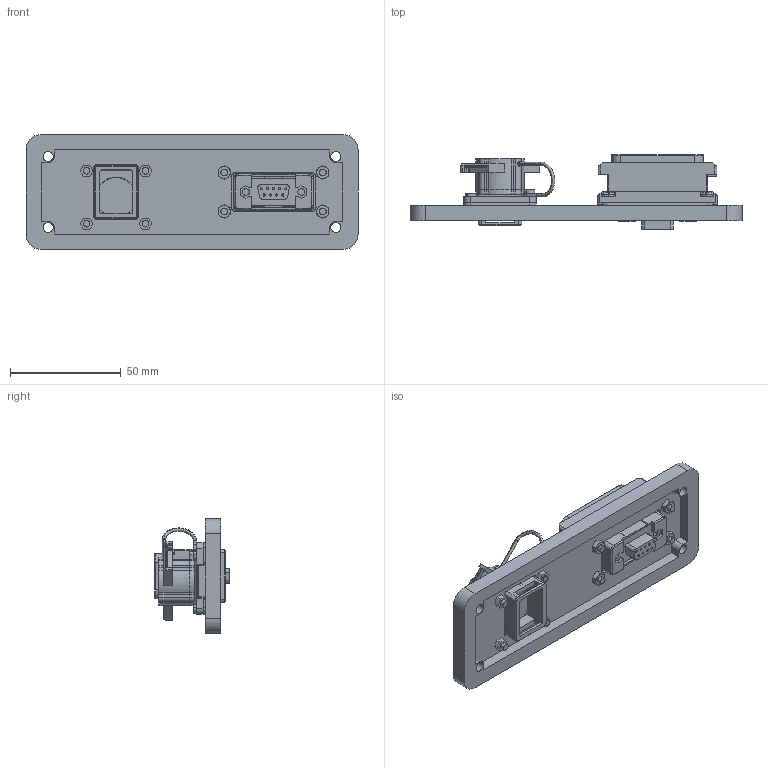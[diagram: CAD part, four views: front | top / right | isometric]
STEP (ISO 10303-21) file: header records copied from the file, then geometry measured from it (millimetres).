
FILE_DESCRIPTION(('Creo Elements/Direct Modeling STEP Export'),'2;1');
FILE_NAME('model.stp','2020-04-28T12:40:31',(''),(''),'Creo Elements/Direct Modeling STEP processor for AP214 (Solid Model)','Creo Elements/Direct Modeling 20.1A 29-Sep-2018 (C) Parametric Technology GmbH','');
FILE_SCHEMA(('AUTOMOTIVE_DESIGN { 1 0 10303 214 1 1 1 1 }'));
Length unit declared in the file: millimetre
Products named in the file (6): VS-09_cover; VS-VS09GS-BU-BU; VS-ADP24-VS09GS-BU-BU-RJ45; VS-RJ45; VS-RJ45_Cover
Assembly tree (5 placements, depth 2):
  VS-ADP24-VS09GS-BU-BU-RJ45
    VS-RJ45_Cover
    VS-RJ45
    VS-ADP24-VS09GS-BU-BU-RJ45
    VS-VS09GS-BU-BU
    VS-09_cover
Bounding box: 150 x 33.65 x 52 mm (x, y, z)
Volume: 52715.1 mm3; surface area: 44572.2 mm2
Topology: 5 solids, 5 shells, 1504 faces, 4046 edges, 2651 vertices
Faces by surface type: plane 840, cylinder 457, cone 70, torus 68, extrusion 33, bspline 28, sphere 8
Entity records: 175011 total; most frequent: CARTESIAN_POINT 126134, ORIENTED_EDGE 8092, DIRECTION 7039, EDGE_CURVE 4046, VERTEX_POINT 2651, VECTOR 2517, LINE 2484, AXIS2_PLACEMENT_3D 2261
